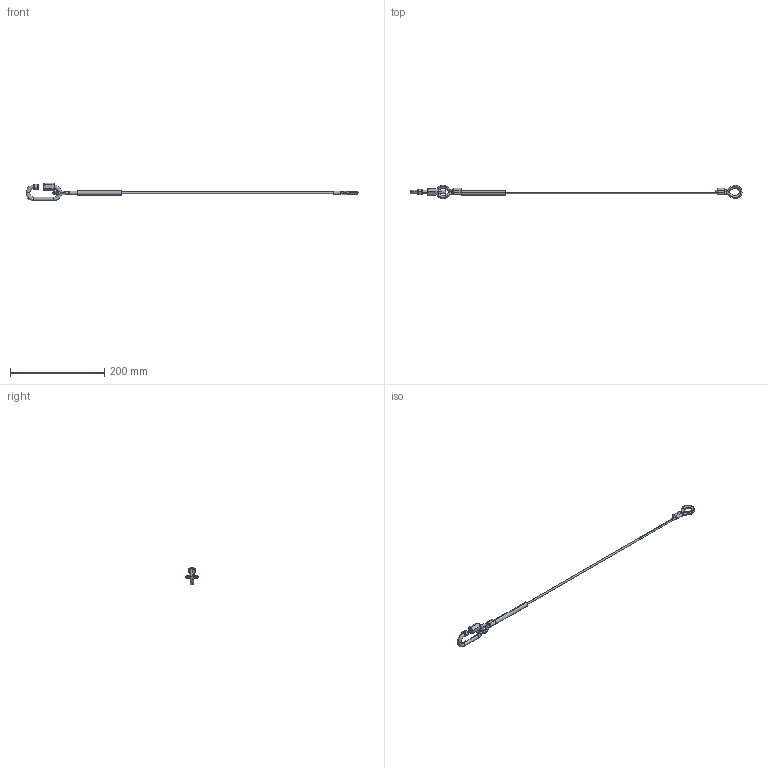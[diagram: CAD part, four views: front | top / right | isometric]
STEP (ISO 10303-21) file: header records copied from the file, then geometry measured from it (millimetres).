
FILE_DESCRIPTION (( 'STEP AP203' ), '1' );
FILE_NAME ('T45853.STEP', '2018-07-30T14:20:07', ( '' ), ( '' ), 'SwSTEP 2.0', 'SolidWorks 2016', '' );
FILE_SCHEMA (( 'CONFIG_CONTROL_DESIGN' ));
Length unit declared in the file: millimetre
Products named in the file (6): T45853; S3250_HEATSHRINK - BLACK -  DIA 9.5; T23500; T3870001; T401001 (T45851); S3164
Assembly tree (7 placements, depth 2):
  T45853
    T401001 (T45851)
    T3870001  x2
    S3164  x2
    S3250_HEATSHRINK - BLACK -  DIA 9.5
    T23500
Bounding box: 706 x 28 x 37.97 mm (x, y, z)
Volume: 24370.9 mm3; surface area: 27374.4 mm2
Topology: 8 solids, 8 shells, 161 faces, 368 edges, 226 vertices
Faces by surface type: plane 61, cylinder 58, torus 30, cone 12
Entity records: 4234 total; most frequent: CARTESIAN_POINT 799, DIRECTION 644, ORIENTED_EDGE 540, AXIS2_PLACEMENT_3D 273, EDGE_CURVE 270, VERTEX_POINT 164, CIRCLE 142, EDGE_LOOP 130
